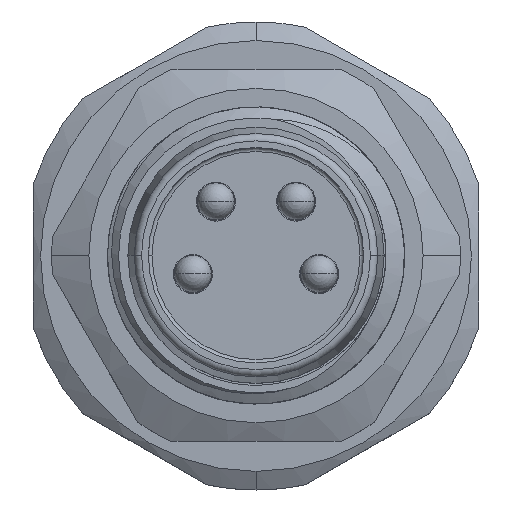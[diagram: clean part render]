
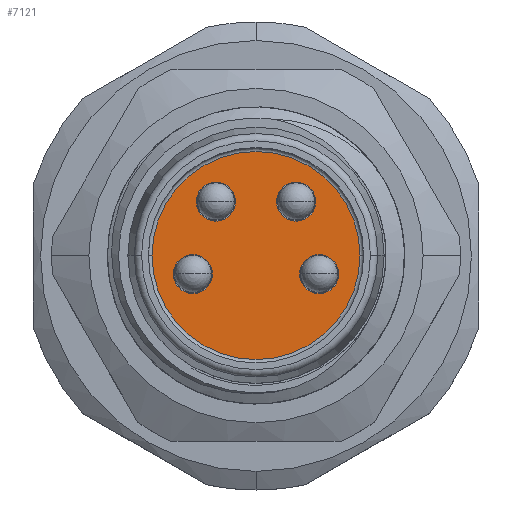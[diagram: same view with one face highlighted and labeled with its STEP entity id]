
A CAD part, top view. The second image highlights one B-rep face of the part: STEP entity #7121.
In plain terms, the highlighted planar face has unit normal (0, 0, 1).
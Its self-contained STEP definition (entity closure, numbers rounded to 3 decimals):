
#5633=CARTESIAN_POINT('',(-1.7,-0.5,7.));
#5634=DIRECTION('',(0.,0.,1.));
#5635=DIRECTION('',(1.,0.,0.));
#5636=AXIS2_PLACEMENT_3D('',#5633,#5634,#5635);
#5638=CARTESIAN_POINT('',(-1.7,-0.5,7.));
#5639=DIRECTION('',(0.,0.,1.));
#5640=DIRECTION('',(-1.,0.,0.));
#5641=AXIS2_PLACEMENT_3D('',#5638,#5639,#5640);
#5643=CARTESIAN_POINT('',(-1.08,1.45,7.));
#5644=DIRECTION('',(0.,0.,1.));
#5645=DIRECTION('',(1.,0.,0.));
#5646=AXIS2_PLACEMENT_3D('',#5643,#5644,#5645);
#5648=CARTESIAN_POINT('',(-1.08,1.45,7.));
#5649=DIRECTION('',(0.,0.,1.));
#5650=DIRECTION('',(-1.,0.,0.));
#5651=AXIS2_PLACEMENT_3D('',#5648,#5649,#5650);
#5653=CARTESIAN_POINT('',(1.7,-0.5,7.));
#5654=DIRECTION('',(0.,0.,1.));
#5655=DIRECTION('',(1.,0.,0.));
#5656=AXIS2_PLACEMENT_3D('',#5653,#5654,#5655);
#5658=CARTESIAN_POINT('',(1.7,-0.5,7.));
#5659=DIRECTION('',(0.,0.,1.));
#5660=DIRECTION('',(-1.,0.,0.));
#5661=AXIS2_PLACEMENT_3D('',#5658,#5659,#5660);
#5663=CARTESIAN_POINT('',(1.08,1.45,7.));
#5664=DIRECTION('',(0.,0.,1.));
#5665=DIRECTION('',(1.,0.,0.));
#5666=AXIS2_PLACEMENT_3D('',#5663,#5664,#5665);
#5668=CARTESIAN_POINT('',(1.08,1.45,7.));
#5669=DIRECTION('',(0.,0.,1.));
#5670=DIRECTION('',(-1.,0.,0.));
#5671=AXIS2_PLACEMENT_3D('',#5668,#5669,#5670);
#5673=CARTESIAN_POINT('',(0.,0.,7.));
#5674=DIRECTION('',(0.,0.,-1.));
#5675=DIRECTION('',(1.,0.,0.));
#5676=AXIS2_PLACEMENT_3D('',#5673,#5674,#5675);
#5678=CARTESIAN_POINT('',(0.,0.,7.));
#5679=DIRECTION('',(0.,0.,-1.));
#5680=DIRECTION('',(-1.,0.,0.));
#5681=AXIS2_PLACEMENT_3D('',#5678,#5679,#5680);
#6632=CARTESIAN_POINT('',(-1.175,-0.5,7.));
#6633=CARTESIAN_POINT('',(-2.225,-0.5,7.));
#6634=VERTEX_POINT('',#6632);
#6635=VERTEX_POINT('',#6633);
#6636=CARTESIAN_POINT('',(-0.555,1.45,7.));
#6637=CARTESIAN_POINT('',(-1.605,1.45,7.));
#6638=VERTEX_POINT('',#6636);
#6639=VERTEX_POINT('',#6637);
#6640=CARTESIAN_POINT('',(2.225,-0.5,7.));
#6641=CARTESIAN_POINT('',(1.175,-0.5,7.));
#6642=VERTEX_POINT('',#6640);
#6643=VERTEX_POINT('',#6641);
#6644=CARTESIAN_POINT('',(1.605,1.45,7.));
#6645=CARTESIAN_POINT('',(0.555,1.45,7.));
#6646=VERTEX_POINT('',#6644);
#6647=VERTEX_POINT('',#6645);
#6712=CARTESIAN_POINT('',(2.8,0.,7.));
#6713=CARTESIAN_POINT('',(-2.8,0.,7.));
#6714=VERTEX_POINT('',#6712);
#6715=VERTEX_POINT('',#6713);
#7088=CARTESIAN_POINT('',(0.,0.,7.));
#7089=DIRECTION('',(0.,0.,1.));
#7090=DIRECTION('',(1.,0.,0.));
#7091=AXIS2_PLACEMENT_3D('',#7088,#7089,#7090);
#7092=PLANE('',#7091);
#7094=ORIENTED_EDGE('',*,*,#7093,.T.);
#7096=ORIENTED_EDGE('',*,*,#7095,.T.);
#7097=EDGE_LOOP('',(#7094,#7096));
#7098=FACE_OUTER_BOUND('',#7097,.F.);
#7100=ORIENTED_EDGE('',*,*,#7099,.T.);
#7102=ORIENTED_EDGE('',*,*,#7101,.T.);
#7103=EDGE_LOOP('',(#7100,#7102));
#7104=FACE_BOUND('',#7103,.F.);
#7106=ORIENTED_EDGE('',*,*,#7105,.T.);
#7108=ORIENTED_EDGE('',*,*,#7107,.T.);
#7109=EDGE_LOOP('',(#7106,#7108));
#7110=FACE_BOUND('',#7109,.F.);
#7112=ORIENTED_EDGE('',*,*,#7111,.T.);
#7114=ORIENTED_EDGE('',*,*,#7113,.T.);
#7115=EDGE_LOOP('',(#7112,#7114));
#7116=FACE_BOUND('',#7115,.F.);
#7117=ORIENTED_EDGE('',*,*,#7068,.T.);
#7118=ORIENTED_EDGE('',*,*,#7082,.T.);
#7119=EDGE_LOOP('',(#7117,#7118));
#7120=FACE_BOUND('',#7119,.F.);
#5637=CIRCLE('',#5636,0.525);
#5642=CIRCLE('',#5641,0.525);
#5647=CIRCLE('',#5646,0.525);
#5652=CIRCLE('',#5651,0.525);
#5657=CIRCLE('',#5656,0.525);
#5662=CIRCLE('',#5661,0.525);
#5667=CIRCLE('',#5666,0.525);
#5672=CIRCLE('',#5671,0.525);
#5677=CIRCLE('',#5676,2.8);
#5682=CIRCLE('',#5681,2.8);
#7068=EDGE_CURVE('',#6634,#6635,#5637,.T.);
#7082=EDGE_CURVE('',#6635,#6634,#5642,.T.);
#7093=EDGE_CURVE('',#6714,#6715,#5677,.T.);
#7095=EDGE_CURVE('',#6715,#6714,#5682,.T.);
#7099=EDGE_CURVE('',#6638,#6639,#5647,.T.);
#7101=EDGE_CURVE('',#6639,#6638,#5652,.T.);
#7105=EDGE_CURVE('',#6642,#6643,#5657,.T.);
#7107=EDGE_CURVE('',#6643,#6642,#5662,.T.);
#7111=EDGE_CURVE('',#6646,#6647,#5667,.T.);
#7113=EDGE_CURVE('',#6647,#6646,#5672,.T.);
#7121=ADVANCED_FACE('',(#7098,#7104,#7110,#7116,#7120),#7092,.T.);
